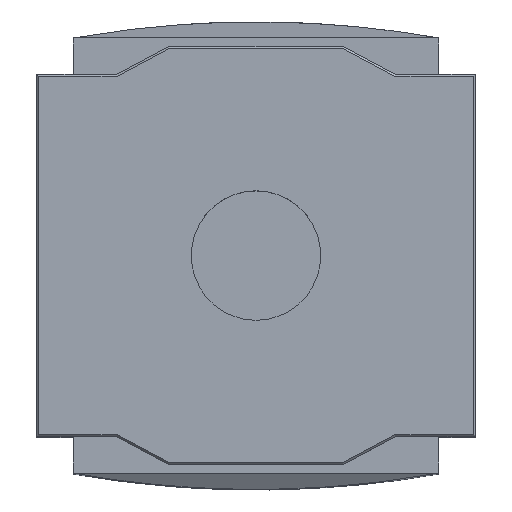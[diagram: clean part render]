
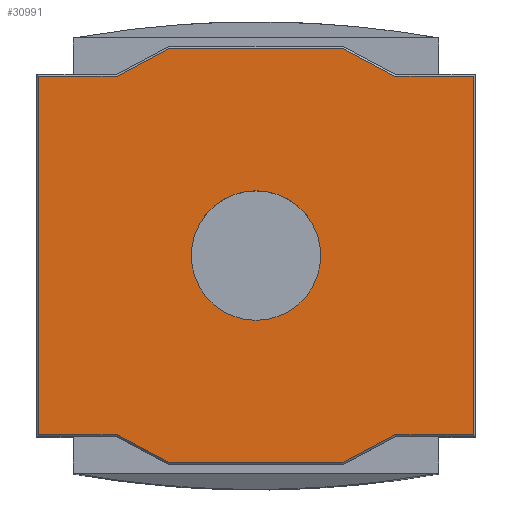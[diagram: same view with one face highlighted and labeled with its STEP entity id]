
A CAD part, top view. The second image highlights one B-rep face of the part: STEP entity #30991.
In plain terms, the highlighted planar face has unit normal (0, 0, 1).
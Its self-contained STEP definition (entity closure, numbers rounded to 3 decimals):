
#22173=CARTESIAN_POINT('',(9.3,0.,37.5));
#22174=VERTEX_POINT('',#22173);
#22175=CARTESIAN_POINT('',(0.0,0.0,37.5));
#22176=DIRECTION('',(0.0,0.0,-1.0));
#22177=DIRECTION('',(-1.0,0.0,0.0));
#22178=AXIS2_PLACEMENT_3D('',#22175,#22176,#22177);
#22179=CIRCLE('',#22178,9.3);
#22180=EDGE_CURVE('',#22174,#22174,#22179,.T.);
#30653=CARTESIAN_POINT('',(-31.25,25.75,37.5));
#30654=VERTEX_POINT('',#30653);
#30661=CARTESIAN_POINT('',(-19.938,25.75,37.5));
#30662=VERTEX_POINT('',#30661);
#30663=CARTESIAN_POINT('',(-31.25,25.75,37.5));
#30664=DIRECTION('',(1.0,0.0,0.0));
#30665=VECTOR('',#30664,11.312);
#30666=LINE('',#30663,#30665);
#30667=EDGE_CURVE('',#30654,#30662,#30666,.T.);
#30685=CARTESIAN_POINT('',(-19.937,-25.75,37.5));
#30686=VERTEX_POINT('',#30685);
#30687=CARTESIAN_POINT('',(-31.25,-25.75,37.5));
#30688=VERTEX_POINT('',#30687);
#30689=CARTESIAN_POINT('',(-19.937,-25.75,37.5));
#30690=DIRECTION('',(-1.0,0.0,0.0));
#30691=VECTOR('',#30690,11.313);
#30692=LINE('',#30689,#30691);
#30693=EDGE_CURVE('',#30686,#30688,#30692,.T.);
#30717=CARTESIAN_POINT('',(-12.438,29.75,37.5));
#30718=VERTEX_POINT('',#30717);
#30719=CARTESIAN_POINT('',(-19.938,25.75,37.5));
#30720=DIRECTION('',(0.882,0.471,0.0));
#30721=VECTOR('',#30720,8.5);
#30722=LINE('',#30719,#30721);
#30723=EDGE_CURVE('',#30662,#30718,#30722,.T.);
#30741=CARTESIAN_POINT('',(12.438,29.75,37.5));
#30742=VERTEX_POINT('',#30741);
#30743=CARTESIAN_POINT('',(-12.438,29.75,37.5));
#30744=DIRECTION('',(1.0,0.0,0.0));
#30745=VECTOR('',#30744,24.875);
#30746=LINE('',#30743,#30745);
#30747=EDGE_CURVE('',#30718,#30742,#30746,.T.);
#30765=CARTESIAN_POINT('',(19.937,25.75,37.5));
#30766=VERTEX_POINT('',#30765);
#30767=CARTESIAN_POINT('',(31.25,25.75,37.5));
#30768=VERTEX_POINT('',#30767);
#30769=CARTESIAN_POINT('',(19.937,25.75,37.5));
#30770=DIRECTION('',(1.0,0.0,0.0));
#30771=VECTOR('',#30770,11.313);
#30772=LINE('',#30769,#30771);
#30773=EDGE_CURVE('',#30766,#30768,#30772,.T.);
#30797=CARTESIAN_POINT('',(31.25,-25.75,37.5));
#30798=VERTEX_POINT('',#30797);
#30820=CARTESIAN_POINT('',(31.25,25.75,37.5));
#30821=DIRECTION('',(0.0,-1.0,0.0));
#30822=VECTOR('',#30821,51.5);
#30823=LINE('',#30820,#30822);
#30824=EDGE_CURVE('',#30768,#30798,#30823,.T.);
#30840=CARTESIAN_POINT('',(19.937,-25.75,37.5));
#30841=VERTEX_POINT('',#30840);
#30842=CARTESIAN_POINT('',(31.25,-25.75,37.5));
#30843=DIRECTION('',(-1.0,0.0,0.0));
#30844=VECTOR('',#30843,11.313);
#30845=LINE('',#30842,#30844);
#30846=EDGE_CURVE('',#30798,#30841,#30845,.T.);
#30862=CARTESIAN_POINT('',(12.437,-29.75,37.5));
#30863=VERTEX_POINT('',#30862);
#30864=CARTESIAN_POINT('',(19.937,-25.75,37.5));
#30865=DIRECTION('',(-0.882,-0.471,0.0));
#30866=VECTOR('',#30865,8.5);
#30867=LINE('',#30864,#30866);
#30868=EDGE_CURVE('',#30841,#30863,#30867,.T.);
#30886=CARTESIAN_POINT('',(12.438,29.75,37.5));
#30887=DIRECTION('',(0.882,-0.471,0.0));
#30888=VECTOR('',#30887,8.5);
#30889=LINE('',#30886,#30888);
#30890=EDGE_CURVE('',#30742,#30766,#30889,.T.);
#30903=CARTESIAN_POINT('',(-12.437,-29.75,37.5));
#30904=VERTEX_POINT('',#30903);
#30905=CARTESIAN_POINT('',(12.437,-29.75,37.5));
#30906=DIRECTION('',(-1.0,0.0,0.0));
#30907=VECTOR('',#30906,24.875);
#30908=LINE('',#30905,#30907);
#30909=EDGE_CURVE('',#30863,#30904,#30908,.T.);
#30927=CARTESIAN_POINT('',(-12.437,-29.75,37.5));
#30928=DIRECTION('',(-0.882,0.471,0.0));
#30929=VECTOR('',#30928,8.5);
#30930=LINE('',#30927,#30929);
#30931=EDGE_CURVE('',#30904,#30686,#30930,.T.);
#30947=CARTESIAN_POINT('',(-31.25,-25.75,37.5));
#30948=DIRECTION('',(0.0,1.0,0.0));
#30949=VECTOR('',#30948,51.5);
#30950=LINE('',#30947,#30949);
#30951=EDGE_CURVE('',#30688,#30654,#30950,.T.);
#30969=CARTESIAN_POINT('',(0.,0.,37.5));
#30970=DIRECTION('',(0.0,0.0,1.0));
#30971=DIRECTION('',(1.0,0.0,0.0));
#30972=AXIS2_PLACEMENT_3D('',#30969,#30970,#30971);
#30973=PLANE('',#30972);
#30974=ORIENTED_EDGE('',*,*,#30773,.F.);
#30975=ORIENTED_EDGE('',*,*,#30890,.F.);
#30976=ORIENTED_EDGE('',*,*,#30747,.F.);
#30977=ORIENTED_EDGE('',*,*,#30723,.F.);
#30978=ORIENTED_EDGE('',*,*,#30667,.F.);
#30979=ORIENTED_EDGE('',*,*,#30951,.F.);
#30980=ORIENTED_EDGE('',*,*,#30693,.F.);
#30981=ORIENTED_EDGE('',*,*,#30931,.F.);
#30982=ORIENTED_EDGE('',*,*,#30909,.F.);
#30983=ORIENTED_EDGE('',*,*,#30868,.F.);
#30984=ORIENTED_EDGE('',*,*,#30846,.F.);
#30985=ORIENTED_EDGE('',*,*,#30824,.F.);
#30986=EDGE_LOOP('',(#30974,#30975,#30976,#30977,#30978,#30979,#30980,#30981,#30982,#30983,#30984,#30985));
#30987=FACE_OUTER_BOUND('',#30986,.T.);
#30988=ORIENTED_EDGE('',*,*,#22180,.T.);
#30989=EDGE_LOOP('',(#30988));
#30990=FACE_BOUND('',#30989,.T.);
#30991=ADVANCED_FACE('',(#30987,#30990),#30973,.T.);
